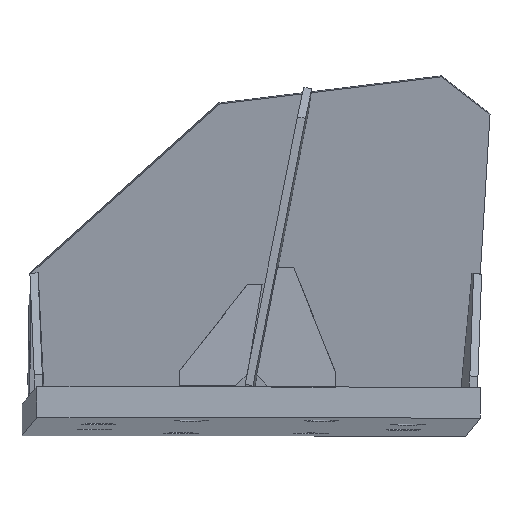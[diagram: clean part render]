
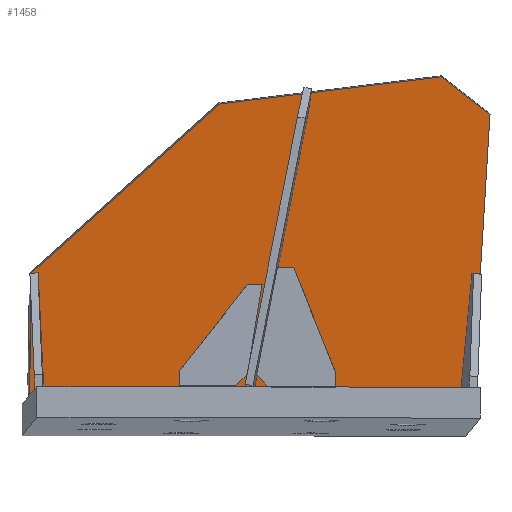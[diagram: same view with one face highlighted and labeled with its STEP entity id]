
A CAD part, top view. The second image highlights one B-rep face of the part: STEP entity #1458.
In plain terms, the highlighted face is planar.
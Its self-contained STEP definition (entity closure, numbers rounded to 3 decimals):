
#70 = DIRECTION ( 'NONE',  ( 1., 0., 0. ) ) ;
#120 = VECTOR ( 'NONE', #70, 1000. ) ;
#249 = PLANE ( 'NONE',  #561 ) ;
#265 = ORIENTED_EDGE ( 'NONE', *, *, #1691, .T. ) ;
#369 = CARTESIAN_POINT ( 'NONE',  ( 442.522, 395., 20. ) ) ;
#371 = VECTOR ( 'NONE', #709, 1000. ) ;
#397 = CARTESIAN_POINT ( 'NONE',  ( 0., 0., 20. ) ) ;
#431 = FACE_OUTER_BOUND ( 'NONE', #1276, .T. ) ;
#454 = DIRECTION ( 'NONE',  ( 0., -1., 0. ) ) ;
#459 = VERTEX_POINT ( 'NONE', #1359 ) ;
#502 = VERTEX_POINT ( 'NONE', #1368 ) ;
#512 = VECTOR ( 'NONE', #1376, 1000. ) ;
#561 = AXIS2_PLACEMENT_3D ( 'NONE', #397, #1275, #931 ) ;
#690 = CARTESIAN_POINT ( 'NONE',  ( -562., -395., 20. ) ) ;
#709 = DIRECTION ( 'NONE',  ( -0.792, 0.611, 0. ) ) ;
#797 = ORIENTED_EDGE ( 'NONE', *, *, #1902, .T. ) ;
#844 = LINE ( 'NONE', #1901, #2059 ) ;
#852 = ORIENTED_EDGE ( 'NONE', *, *, #1068, .T. ) ;
#931 = DIRECTION ( 'NONE',  ( 0., -1., 0. ) ) ;
#960 = EDGE_CURVE ( 'NONE', #2006, #1744, #844, .T. ) ;
#984 = LINE ( 'NONE', #2033, #120 ) ;
#1068 = EDGE_CURVE ( 'NONE', #2265, #459, #1852, .T. ) ;
#1275 = DIRECTION ( 'NONE',  ( 0., 0., -1. ) ) ;
#1276 = EDGE_LOOP ( 'NONE', ( #265, #1974, #797, #852, #1878, #1684 ) ) ;
#1359 = CARTESIAN_POINT ( 'NONE',  ( 562., 302.855, 20. ) ) ;
#1368 = CARTESIAN_POINT ( 'NONE',  ( 442.522, 395., 20. ) ) ;
#1375 = CARTESIAN_POINT ( 'NONE',  ( -103.627, 324.458, 20. ) ) ;
#1376 = DIRECTION ( 'NONE',  ( 0.05, 0.999, 0. ) ) ;
#1423 = LINE ( 'NONE', #369, #371 ) ;
#1458 = ADVANCED_FACE ( 'NONE', ( #431 ), #249, .F. ) ;
#1477 = CARTESIAN_POINT ( 'NONE',  ( -103.627, 324.458, 20. ) ) ;
#1503 = LINE ( 'NONE', #1477, #1747 ) ;
#1516 = CARTESIAN_POINT ( 'NONE',  ( 527.171, -395., 20. ) ) ;
#1543 = CARTESIAN_POINT ( 'NONE',  ( -562., -97.815, 20. ) ) ;
#1613 = EDGE_CURVE ( 'NONE', #502, #2087, #1503, .T. ) ;
#1684 = ORIENTED_EDGE ( 'NONE', *, *, #1613, .T. ) ;
#1691 = EDGE_CURVE ( 'NONE', #2087, #2006, #2246, .T. ) ;
#1719 = CARTESIAN_POINT ( 'NONE',  ( 562., 302.855, 20. ) ) ;
#1730 = DIRECTION ( 'NONE',  ( -0.735, -0.678, 0. ) ) ;
#1744 = VERTEX_POINT ( 'NONE', #690 ) ;
#1747 = VECTOR ( 'NONE', #2190, 1000. ) ;
#1852 = LINE ( 'NONE', #1719, #512 ) ;
#1878 = ORIENTED_EDGE ( 'NONE', *, *, #2119, .T. ) ;
#1901 = CARTESIAN_POINT ( 'NONE',  ( -562., -395., 20. ) ) ;
#1902 = EDGE_CURVE ( 'NONE', #1744, #2265, #984, .T. ) ;
#1903 = CARTESIAN_POINT ( 'NONE',  ( -562., -97.815, 20. ) ) ;
#1927 = VECTOR ( 'NONE', #1730, 1000. ) ;
#1974 = ORIENTED_EDGE ( 'NONE', *, *, #960, .T. ) ;
#2006 = VERTEX_POINT ( 'NONE', #1543 ) ;
#2033 = CARTESIAN_POINT ( 'NONE',  ( -562., -395., 20. ) ) ;
#2059 = VECTOR ( 'NONE', #454, 1000. ) ;
#2087 = VERTEX_POINT ( 'NONE', #1375 ) ;
#2119 = EDGE_CURVE ( 'NONE', #459, #502, #1423, .T. ) ;
#2190 = DIRECTION ( 'NONE',  ( -0.992, -0.128, 0. ) ) ;
#2246 = LINE ( 'NONE', #1903, #1927 ) ;
#2265 = VERTEX_POINT ( 'NONE', #1516 ) ;
